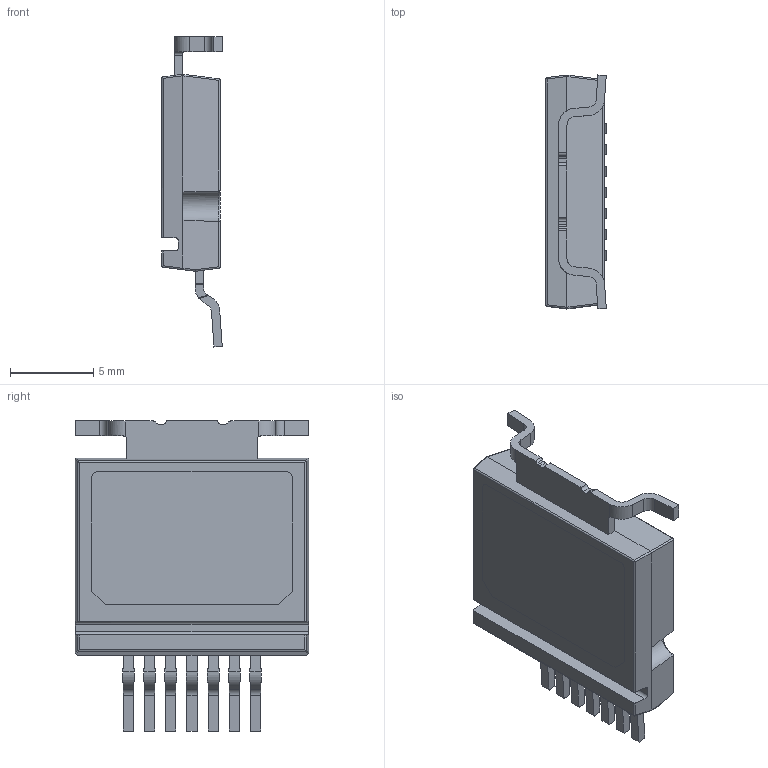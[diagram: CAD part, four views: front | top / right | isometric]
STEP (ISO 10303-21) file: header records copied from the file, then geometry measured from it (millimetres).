
FILE_DESCRIPTION(/* description */ ('Unknown'),/* implementation_level */ '2;1');
FILE_NAME(/* name */ 'TO263-7L Top Cooling',/* time_stamp */ '2024-08-07T13:01:03+08:00',/* author */ ('Unknown'),/* organization */ ('Unknown'),/* preprocessor_version */ 'ST-DEVELOPER v18.102',/* originating_system */ 'Solid Edge',/* authorisation */ 'Unknown');
FILE_SCHEMA (('AUTOMOTIVE_DESIGN {1 0 10303 214 3 1 1}'));
Length unit declared in the file: millimetre
Products named in the file (4): TO263-7L Top Cooling; CPD; Heatsink; Lead
Assembly tree (3 placements, depth 2):
  TO263-7L Top Cooling
    CPD
    Heatsink
    Lead
Bounding box: 3.62 x 14 x 18.58 mm (x, y, z)
Volume: 562.8 mm3; surface area: 1102.5 mm2
Topology: 5 solids, 5 shells, 349 faces, 986 edges, 641 vertices
Faces by surface type: plane 231, cylinder 116, torus 2
Full cylindrical faces by diameter (mm): 2 x3
Entity records: 12933 total; most frequent: CARTESIAN_POINT 2086, ORIENTED_EDGE 1966, DIRECTION 1880, EDGE_CURVE 983, LINE 722, VECTOR 722, VERTEX_POINT 641, AXIS2_PLACEMENT_3D 579
